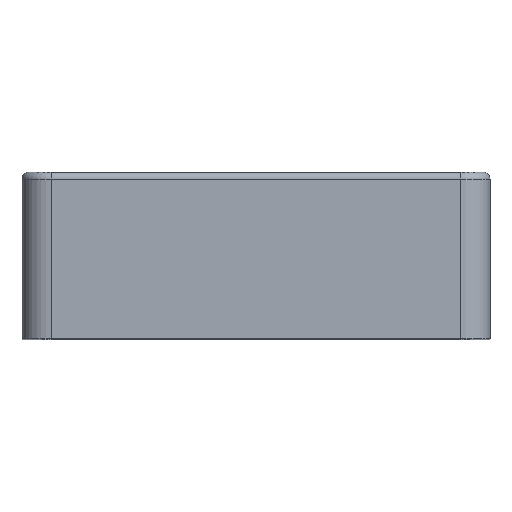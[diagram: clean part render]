
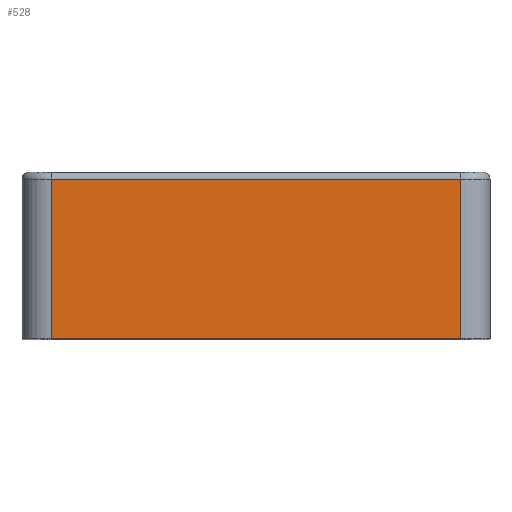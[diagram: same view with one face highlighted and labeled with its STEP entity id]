
A CAD part, top view. The second image highlights one B-rep face of the part: STEP entity #528.
In plain terms, the highlighted planar face has unit normal (0, 0, 1).
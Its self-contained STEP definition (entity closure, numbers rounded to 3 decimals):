
#31 = VECTOR ( 'NONE', #2195, 1000. ) ;
#49 = CARTESIAN_POINT ( 'NONE',  ( 1.5, 8.2, 25. ) ) ;
#80 = EDGE_CURVE ( 'NONE', #3359, #2680, #1399, .T. ) ;
#278 = DIRECTION ( 'NONE',  ( 0., 1., 0. ) ) ;
#333 = CARTESIAN_POINT ( 'NONE',  ( 0., 0., 25. ) ) ;
#355 = CARTESIAN_POINT ( 'NONE',  ( 22.5, 0., 25. ) ) ;
#418 = PLANE ( 'NONE',  #3159 ) ;
#432 = DIRECTION ( 'NONE',  ( 0., -1., 0. ) ) ;
#467 = DIRECTION ( 'NONE',  ( -1., 0., 0. ) ) ;
#528 = ADVANCED_FACE ( 'NONE', ( #1432 ), #418, .F. ) ;
#712 = CARTESIAN_POINT ( 'NONE',  ( 0., 8.55, 25. ) ) ;
#776 = VECTOR ( 'NONE', #1040, 1000. ) ;
#938 = VECTOR ( 'NONE', #278, 1000. ) ;
#959 = CARTESIAN_POINT ( 'NONE',  ( 1.5, 8.55, 25. ) ) ;
#980 = CARTESIAN_POINT ( 'NONE',  ( 1.5, 8.2, 25. ) ) ;
#992 = VERTEX_POINT ( 'NONE', #2710 ) ;
#1040 = DIRECTION ( 'NONE',  ( -1., 0., 0. ) ) ;
#1175 = EDGE_LOOP ( 'NONE', ( #2653, #1254, #1214, #1777 ) ) ;
#1214 = ORIENTED_EDGE ( 'NONE', *, *, #3181, .T. ) ;
#1254 = ORIENTED_EDGE ( 'NONE', *, *, #1513, .T. ) ;
#1399 = LINE ( 'NONE', #333, #31 ) ;
#1432 = FACE_OUTER_BOUND ( 'NONE', #1175, .T. ) ;
#1513 = EDGE_CURVE ( 'NONE', #992, #1690, #1618, .T. ) ;
#1574 = LINE ( 'NONE', #1592, #938 ) ;
#1592 = CARTESIAN_POINT ( 'NONE',  ( 22.5, 8.55, 25. ) ) ;
#1618 = LINE ( 'NONE', #49, #776 ) ;
#1690 = VERTEX_POINT ( 'NONE', #980 ) ;
#1777 = ORIENTED_EDGE ( 'NONE', *, *, #80, .T. ) ;
#1888 = VECTOR ( 'NONE', #432, 1000. ) ;
#2152 = CARTESIAN_POINT ( 'NONE',  ( 1.5, 0., 25. ) ) ;
#2195 = DIRECTION ( 'NONE',  ( 1., 0., 0. ) ) ;
#2467 = EDGE_CURVE ( 'NONE', #2680, #992, #1574, .T. ) ;
#2653 = ORIENTED_EDGE ( 'NONE', *, *, #2467, .T. ) ;
#2680 = VERTEX_POINT ( 'NONE', #355 ) ;
#2710 = CARTESIAN_POINT ( 'NONE',  ( 22.5, 8.2, 25. ) ) ;
#3128 = DIRECTION ( 'NONE',  ( 0., 0., -1. ) ) ;
#3159 = AXIS2_PLACEMENT_3D ( 'NONE', #712, #3128, #467 ) ;
#3181 = EDGE_CURVE ( 'NONE', #1690, #3359, #3368, .T. ) ;
#3359 = VERTEX_POINT ( 'NONE', #2152 ) ;
#3368 = LINE ( 'NONE', #959, #1888 ) ;
